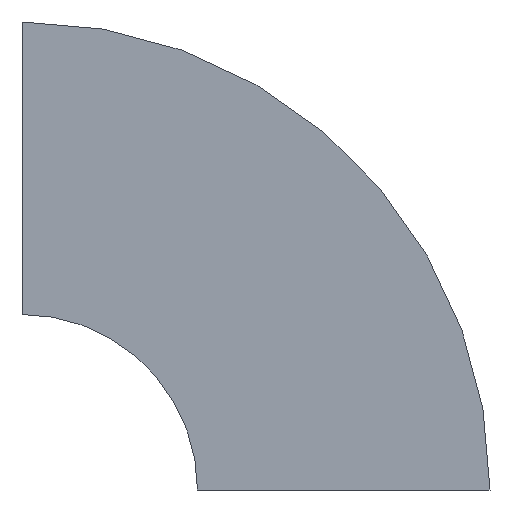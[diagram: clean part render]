
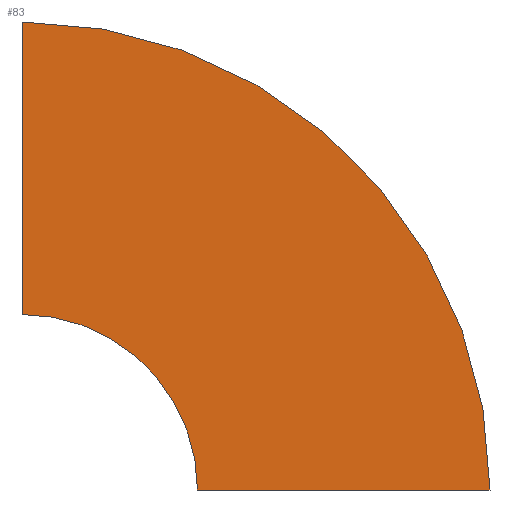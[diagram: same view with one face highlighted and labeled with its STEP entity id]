
A CAD part, front view. The second image highlights one B-rep face of the part: STEP entity #83.
In plain terms, the highlighted planar face has unit normal (0, -1, 0).
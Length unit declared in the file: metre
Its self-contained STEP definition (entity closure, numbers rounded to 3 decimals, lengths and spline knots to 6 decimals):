
#83 = ADVANCED_FACE( '', ( #159 ), #160, .F. );
#159 = FACE_OUTER_BOUND( '', #235, .T. );
#160 = PLANE( '', #236 );
#235 = EDGE_LOOP( '', ( #560, #561, #562, #563 ) );
#236 = AXIS2_PLACEMENT_3D( '', #564, #565, #566 );
#560 = ORIENTED_EDGE( '', *, *, #674, .F. );
#561 = ORIENTED_EDGE( '', *, *, #610, .F. );
#562 = ORIENTED_EDGE( '', *, *, #608, .T. );
#563 = ORIENTED_EDGE( '', *, *, #606, .T. );
#564 = CARTESIAN_POINT( '', ( 0., 0., 0.03 ) );
#565 = DIRECTION( '', ( 0., 1., 0. ) );
#566 = DIRECTION( '', ( 0., 0., 1. ) );
#606 = EDGE_CURVE( '', #752, #750, #753, .T. );
#608 = EDGE_CURVE( '', #755, #752, #756, .T. );
#610 = EDGE_CURVE( '', #755, #758, #759, .T. );
#674 = EDGE_CURVE( '', #758, #750, #854, .T. );
#750 = VERTEX_POINT( '', #965 );
#752 = VERTEX_POINT( '', #968 );
#753 = LINE( '', #969, #970 );
#755 = VERTEX_POINT( '', #973 );
#756 = CIRCLE( '', #974, 0.03 );
#758 = VERTEX_POINT( '', #977 );
#759 = LINE( '', #978, #979 );
#854 = CIRCLE( '', #1106, 0.08 );
#965 = CARTESIAN_POINT( '', ( 0.08, 0., 0. ) );
#968 = CARTESIAN_POINT( '', ( 0.03, 0., 0. ) );
#969 = CARTESIAN_POINT( '', ( 0.03, 0., 0. ) );
#970 = VECTOR( '', #1152, 1. );
#973 = CARTESIAN_POINT( '', ( 0., 0., 0.03 ) );
#974 = AXIS2_PLACEMENT_3D( '', #1154, #1155, #1156 );
#977 = CARTESIAN_POINT( '', ( 0., 0., 0.08 ) );
#978 = CARTESIAN_POINT( '', ( 0., 0., 0.03 ) );
#979 = VECTOR( '', #1158, 1. );
#1106 = AXIS2_PLACEMENT_3D( '', #1284, #1285, #1286 );
#1152 = DIRECTION( '', ( 1., 0., 0. ) );
#1154 = CARTESIAN_POINT( '', ( 0., 0., 0. ) );
#1155 = DIRECTION( '', ( 0., 1., 0. ) );
#1156 = DIRECTION( '', ( 0., 0., 1. ) );
#1158 = DIRECTION( '', ( 0., 0., 1. ) );
#1284 = CARTESIAN_POINT( '', ( 0., 0., 0. ) );
#1285 = DIRECTION( '', ( 0., 1., 0. ) );
#1286 = DIRECTION( '', ( 0., 0., 1. ) );
